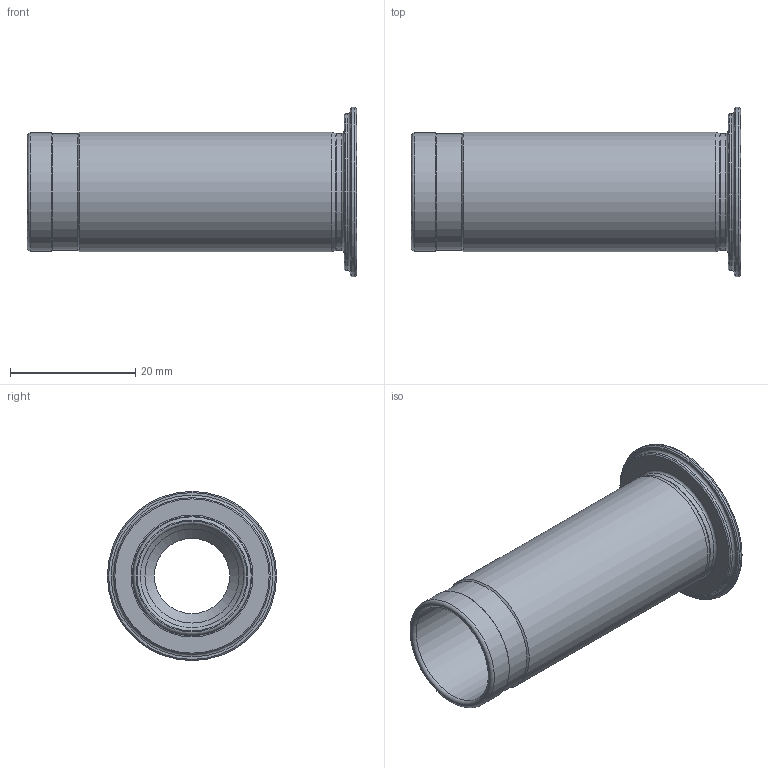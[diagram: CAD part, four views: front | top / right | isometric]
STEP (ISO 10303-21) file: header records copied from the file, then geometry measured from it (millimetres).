
FILE_DESCRIPTION(/* description */ (''),/* implementation_level */ '2;1');
FILE_NAME(/* name */ 'HK19.05-12.stp',/* time_stamp */ '2022-11-17T11:42:56+09:00',/* author */ ('YSH'),/* organization */ (''),/* preprocessor_version */ 'ST-DEVELOPER v18.1',/* originating_system */ 'Autodesk Inventor 2022',/* authorisation */ '');
FILE_SCHEMA (('AUTOMOTIVE_DESIGN { 1 0 10303 214 3 1 1 }'));
Length unit declared in the file: millimetre
Products named in the file (1): LO-HK19.05-12
Bounding box: 52.5 x 27 x 27 mm (x, y, z)
Volume: 7655.8 mm3; surface area: 6180.6 mm2
Topology: 1 solids, 1 shells, 29 faces, 64 edges, 39 vertices
Faces by surface type: cylinder 9, torus 8, cone 8, plane 4
Full cylindrical faces by diameter (mm): 12 x1, 15 x1, 16.5 x1, 18.55 x1, 18.65 x1, 18.85 x1, 19.05 x1, 25 x1, 27 x1
Entity records: 893 total; most frequent: DIRECTION 171, CARTESIAN_POINT 133, ORIENTED_EDGE 128, AXIS2_PLACEMENT_3D 77, EDGE_CURVE 64, CIRCLE 47, VERTEX_POINT 39, EDGE_LOOP 33
